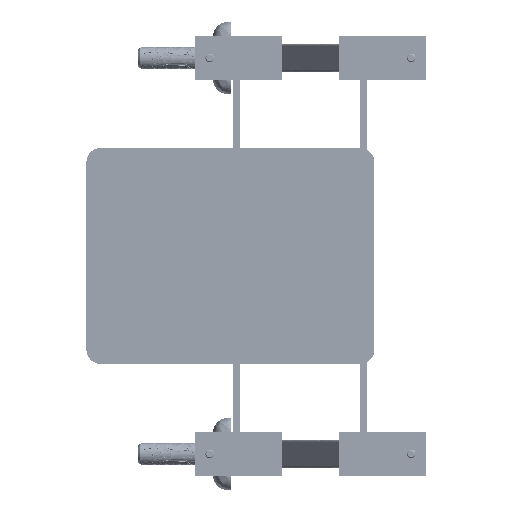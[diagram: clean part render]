
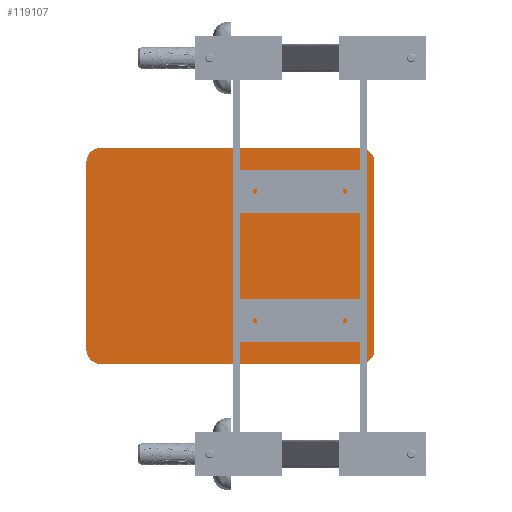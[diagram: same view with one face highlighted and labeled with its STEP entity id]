
A CAD part, left-side view. The second image highlights one B-rep face of the part: STEP entity #119107.
In plain terms, the highlighted free-form (B-spline) face has degree [1, 1] with [2, 2] control points.
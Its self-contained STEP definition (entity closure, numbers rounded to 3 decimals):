
#118874 = EDGE_CURVE('',#118875,#118877,#118879,.T.);
#118875 = VERTEX_POINT('',#118876);
#118876 = CARTESIAN_POINT('',(16.287,261.753,
    -162.869));
#118877 = VERTEX_POINT('',#118878);
#118878 = CARTESIAN_POINT('',(16.287,283.469,
    -141.153));
#118879 = ( BOUNDED_CURVE() B_SPLINE_CURVE(2,(#118880,#118881,#118882),
.UNSPECIFIED.,.F.,.F.) B_SPLINE_CURVE_WITH_KNOTS((3,3),(5.498,
7.069),.PIECEWISE_BEZIER_KNOTS.) CURVE() 
GEOMETRIC_REPRESENTATION_ITEM() RATIONAL_B_SPLINE_CURVE((1.,
0.707,1.)) REPRESENTATION_ITEM('') );
#118880 = CARTESIAN_POINT('',(16.287,261.753,
    -162.869));
#118881 = CARTESIAN_POINT('',(16.287,283.469,
    -162.869));
#118882 = CARTESIAN_POINT('',(16.287,283.469,
    -141.153));
#118986 = EDGE_CURVE('',#118987,#118989,#118991,.T.);
#118987 = VERTEX_POINT('',#118988);
#118988 = CARTESIAN_POINT('',(16.287,283.469,
    141.153));
#118989 = VERTEX_POINT('',#118990);
#118990 = CARTESIAN_POINT('',(16.287,261.753,
    162.869));
#118991 = ( BOUNDED_CURVE() B_SPLINE_CURVE(2,(#118992,#118993,#118994),
.UNSPECIFIED.,.F.,.F.) B_SPLINE_CURVE_WITH_KNOTS((3,3),(5.498,
7.069),.PIECEWISE_BEZIER_KNOTS.) CURVE() 
GEOMETRIC_REPRESENTATION_ITEM() RATIONAL_B_SPLINE_CURVE((1.,
0.707,1.)) REPRESENTATION_ITEM('') );
#118992 = CARTESIAN_POINT('',(16.287,283.469,
    141.153));
#118993 = CARTESIAN_POINT('',(16.287,283.469,
    162.869));
#118994 = CARTESIAN_POINT('',(16.287,261.753,
    162.869));
#119035 = VERTEX_POINT('',#119036);
#119036 = CARTESIAN_POINT('',(16.287,-129.133,
    162.869));
#119041 = EDGE_CURVE('',#119035,#119042,#119044,.T.);
#119042 = VERTEX_POINT('',#119043);
#119043 = CARTESIAN_POINT('',(16.287,-150.849,
    141.153));
#119044 = ( BOUNDED_CURVE() B_SPLINE_CURVE(2,(#119045,#119046,#119047),
.UNSPECIFIED.,.F.,.F.) B_SPLINE_CURVE_WITH_KNOTS((3,3),(5.498,
7.069),.PIECEWISE_BEZIER_KNOTS.) CURVE() 
GEOMETRIC_REPRESENTATION_ITEM() RATIONAL_B_SPLINE_CURVE((1.,
0.707,1.)) REPRESENTATION_ITEM('') );
#119045 = CARTESIAN_POINT('',(16.287,-129.133,
    162.869));
#119046 = CARTESIAN_POINT('',(16.287,-150.849,
    162.869));
#119047 = CARTESIAN_POINT('',(16.287,-150.849,
    141.153));
#119066 = EDGE_CURVE('',#119035,#118989,#119067,.T.);
#119067 = B_SPLINE_CURVE_WITH_KNOTS('',1,(#119068,#119069),
  .UNSPECIFIED.,.F.,.F.,(2,2),(20.,380.),.PIECEWISE_BEZIER_KNOTS.);
#119068 = CARTESIAN_POINT('',(16.287,-129.133,
    162.869));
#119069 = CARTESIAN_POINT('',(16.287,261.753,
    162.869));
#119082 = VERTEX_POINT('',#119083);
#119083 = CARTESIAN_POINT('',(16.287,-150.849,
    -141.153));
#119088 = EDGE_CURVE('',#119082,#119089,#119091,.T.);
#119089 = VERTEX_POINT('',#119090);
#119090 = CARTESIAN_POINT('',(16.287,-129.133,
    -162.869));
#119091 = ( BOUNDED_CURVE() B_SPLINE_CURVE(2,(#119092,#119093,#119094),
.UNSPECIFIED.,.F.,.F.) B_SPLINE_CURVE_WITH_KNOTS((3,3),(5.498,
7.069),.PIECEWISE_BEZIER_KNOTS.) CURVE() 
GEOMETRIC_REPRESENTATION_ITEM() RATIONAL_B_SPLINE_CURVE((1.,
0.707,1.)) REPRESENTATION_ITEM('') );
#119092 = CARTESIAN_POINT('',(16.287,-150.849,
    -141.153));
#119093 = CARTESIAN_POINT('',(16.287,-150.849,
    -162.869));
#119094 = CARTESIAN_POINT('',(16.287,-129.133,
    -162.869));
#119107 = ADVANCED_FACE('',(#119108),#119130,.F.);
#119108 = FACE_BOUND('',#119109,.T.);
#119109 = EDGE_LOOP('',(#119110,#119111,#119116,#119117,#119122,#119123,
    #119124,#119125));
#119110 = ORIENTED_EDGE('',*,*,#118874,.F.);
#119111 = ORIENTED_EDGE('',*,*,#119112,.T.);
#119112 = EDGE_CURVE('',#118875,#119089,#119113,.T.);
#119113 = B_SPLINE_CURVE_WITH_KNOTS('',1,(#119114,#119115),
  .UNSPECIFIED.,.F.,.F.,(2,2),(-130.,230.),.PIECEWISE_BEZIER_KNOTS.);
#119114 = CARTESIAN_POINT('',(16.287,261.753,
    -162.869));
#119115 = CARTESIAN_POINT('',(16.287,-129.133,
    -162.869));
#119116 = ORIENTED_EDGE('',*,*,#119088,.F.);
#119117 = ORIENTED_EDGE('',*,*,#119118,.T.);
#119118 = EDGE_CURVE('',#119082,#119042,#119119,.T.);
#119119 = B_SPLINE_CURVE_WITH_KNOTS('',1,(#119120,#119121),
  .UNSPECIFIED.,.F.,.F.,(2,2),(20.,280.),.PIECEWISE_BEZIER_KNOTS.);
#119120 = CARTESIAN_POINT('',(16.287,-150.849,
    -141.153));
#119121 = CARTESIAN_POINT('',(16.287,-150.849,
    141.153));
#119122 = ORIENTED_EDGE('',*,*,#119041,.F.);
#119123 = ORIENTED_EDGE('',*,*,#119066,.T.);
#119124 = ORIENTED_EDGE('',*,*,#118986,.F.);
#119125 = ORIENTED_EDGE('',*,*,#119126,.T.);
#119126 = EDGE_CURVE('',#118987,#118877,#119127,.T.);
#119127 = B_SPLINE_CURVE_WITH_KNOTS('',1,(#119128,#119129),
  .UNSPECIFIED.,.F.,.F.,(2,2),(-180.,80.),.PIECEWISE_BEZIER_KNOTS.);
#119128 = CARTESIAN_POINT('',(16.287,283.469,
    141.153));
#119129 = CARTESIAN_POINT('',(16.287,283.469,
    -141.153));
#119130 = B_SPLINE_SURFACE_WITH_KNOTS('',1,1,(
    (#119131,#119132)
    ,(#119133,#119134
    )),.UNSPECIFIED.,.F.,.F.,.F.,(2,2),(2,2),(-247.811,
    152.189),(-287.309,12.691),
  .PIECEWISE_BEZIER_KNOTS.);
#119131 = CARTESIAN_POINT('',(16.287,-150.849,
    -162.869));
#119132 = CARTESIAN_POINT('',(16.287,-150.849,
    162.869));
#119133 = CARTESIAN_POINT('',(16.287,283.469,
    -162.869));
#119134 = CARTESIAN_POINT('',(16.287,283.469,
    162.869));
